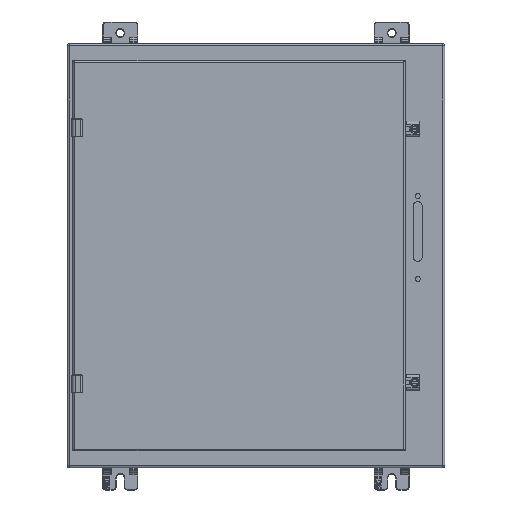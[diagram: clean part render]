
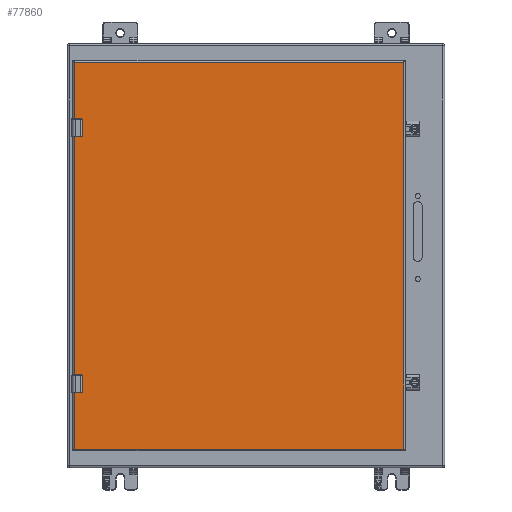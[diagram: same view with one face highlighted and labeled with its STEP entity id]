
A CAD part, top view. The second image highlights one B-rep face of the part: STEP entity #77860.
In plain terms, the highlighted planar face has unit normal (0, 0, 1).
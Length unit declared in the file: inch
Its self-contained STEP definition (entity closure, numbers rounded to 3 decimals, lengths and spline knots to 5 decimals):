
#1111 = EDGE_CURVE ( 'NONE', #83620, #58804, #40964, .T. ) ;
#1294 = DIRECTION ( 'NONE',  ( 0., 1., 0. ) ) ;
#6091 = VECTOR ( 'NONE', #1294, 39.37008 ) ;
#9620 = LINE ( 'NONE', #96759, #114020 ) ;
#17045 = VECTOR ( 'NONE', #104869, 39.37008 ) ;
#22018 = VERTEX_POINT ( 'NONE', #108669 ) ;
#22790 = ORIENTED_EDGE ( 'NONE', *, *, #111061, .T. ) ;
#26013 = VERTEX_POINT ( 'NONE', #54853 ) ;
#29986 = CARTESIAN_POINT ( 'NONE',  ( 0., 0., 5.068 ) ) ;
#33086 = AXIS2_PLACEMENT_3D ( 'NONE', #29986, #51711, #90785 ) ;
#33587 = CARTESIAN_POINT ( 'NONE',  ( 8.35876, 10.95263, 5.068 ) ) ;
#36927 = CARTESIAN_POINT ( 'NONE',  ( -10.28376, 0., 5.068 ) ) ;
#40964 = LINE ( 'NONE', #89073, #6091 ) ;
#51711 = DIRECTION ( 'NONE',  ( 0., 0., 1. ) ) ;
#54853 = CARTESIAN_POINT ( 'NONE',  ( -10.28376, -10.95263, 5.068 ) ) ;
#57170 = EDGE_CURVE ( 'NONE', #22018, #26013, #85028, .T. ) ;
#58804 = VERTEX_POINT ( 'NONE', #33587 ) ;
#65820 = LINE ( 'NONE', #75411, #17045 ) ;
#67326 = DIRECTION ( 'NONE',  ( -1., 0., 0. ) ) ;
#70396 = EDGE_LOOP ( 'NONE', ( #90716, #22790, #82994, #70415 ) ) ;
#70415 = ORIENTED_EDGE ( 'NONE', *, *, #95889, .T. ) ;
#75411 = CARTESIAN_POINT ( 'NONE',  ( 0., -10.95263, 5.068 ) ) ;
#77860 = ADVANCED_FACE ( 'NONE', ( #78668 ), #117759, .T. ) ;
#78668 = FACE_OUTER_BOUND ( 'NONE', #70396, .T. ) ;
#82994 = ORIENTED_EDGE ( 'NONE', *, *, #1111, .T. ) ;
#83620 = VERTEX_POINT ( 'NONE', #113115 ) ;
#85028 = LINE ( 'NONE', #36927, #102014 ) ;
#89073 = CARTESIAN_POINT ( 'NONE',  ( 8.35876, 0., 5.068 ) ) ;
#90716 = ORIENTED_EDGE ( 'NONE', *, *, #57170, .T. ) ;
#90785 = DIRECTION ( 'NONE',  ( 1., 0., 0. ) ) ;
#95889 = EDGE_CURVE ( 'NONE', #58804, #22018, #9620, .T. ) ;
#96759 = CARTESIAN_POINT ( 'NONE',  ( 0., 10.95263, 5.068 ) ) ;
#102014 = VECTOR ( 'NONE', #113224, 39.37008 ) ;
#104869 = DIRECTION ( 'NONE',  ( 1., 0., 0. ) ) ;
#108669 = CARTESIAN_POINT ( 'NONE',  ( -10.28376, 10.95263, 5.068 ) ) ;
#111061 = EDGE_CURVE ( 'NONE', #26013, #83620, #65820, .T. ) ;
#113115 = CARTESIAN_POINT ( 'NONE',  ( 8.35876, -10.95263, 5.068 ) ) ;
#113224 = DIRECTION ( 'NONE',  ( 0., -1., 0. ) ) ;
#114020 = VECTOR ( 'NONE', #67326, 39.37008 ) ;
#117759 = PLANE ( 'NONE',  #33086 ) ;
